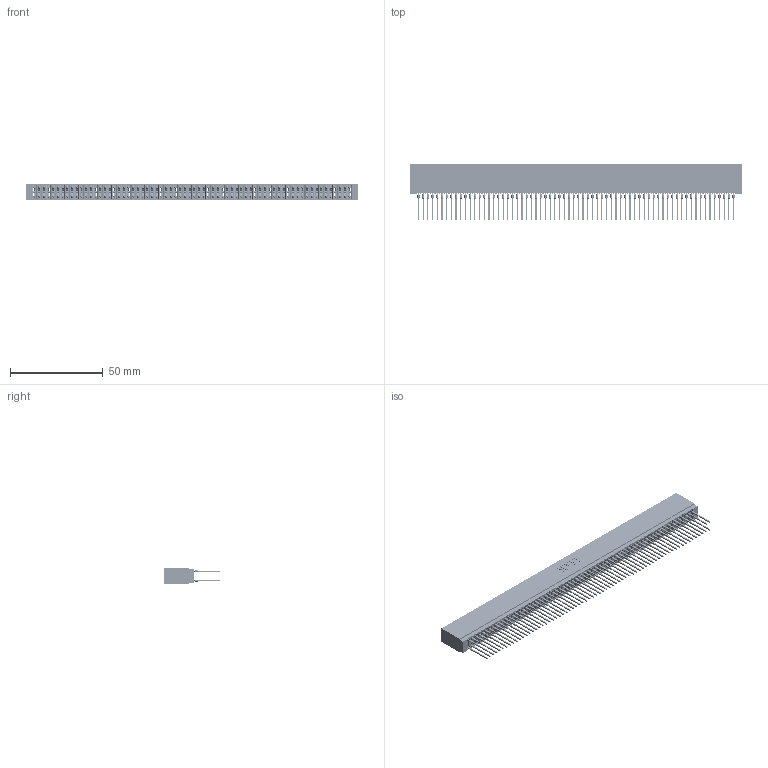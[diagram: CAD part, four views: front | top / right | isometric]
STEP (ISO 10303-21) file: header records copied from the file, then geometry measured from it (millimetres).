
FILE_DESCRIPTION (( 'STEP AP203' ), '1' );
FILE_NAME ('745-136-545-201.STEP', '2026-02-27T03:19:46', ( '' ), ( '' ), 'SwSTEP 2.0', 'SolidWorks 2023', '' );
FILE_SCHEMA (( 'CONFIG_CONTROL_DESIGN' ));
Length unit declared in the file: millimetre
Products named in the file (3): 745 Part_Insulator Option - 01; 745-136-545-201; 745-292-001_545
Assembly tree (137 placements, depth 2):
  745-136-545-201
    745 Part_Insulator Option - 01
    745-292-001_545  x136
Bounding box: 179.32 x 30.62 x 8.89 mm (x, y, z)
Volume: 16470.6 mm3; surface area: 36158.3 mm2
Topology: 137 solids, 137 shells, 12267 faces, 32966 edges, 20708 vertices
Faces by surface type: plane 6311, bspline 2720, cylinder 2420, torus 816
Entity records: 110930 total; most frequent: CARTESIAN_POINT 19735, ORIENTED_EDGE 19222, DIRECTION 16769, EDGE_CURVE 9611, VECTOR 9021, LINE 9021, VERTEX_POINT 6128, AXIS2_PLACEMENT_3D 3874
